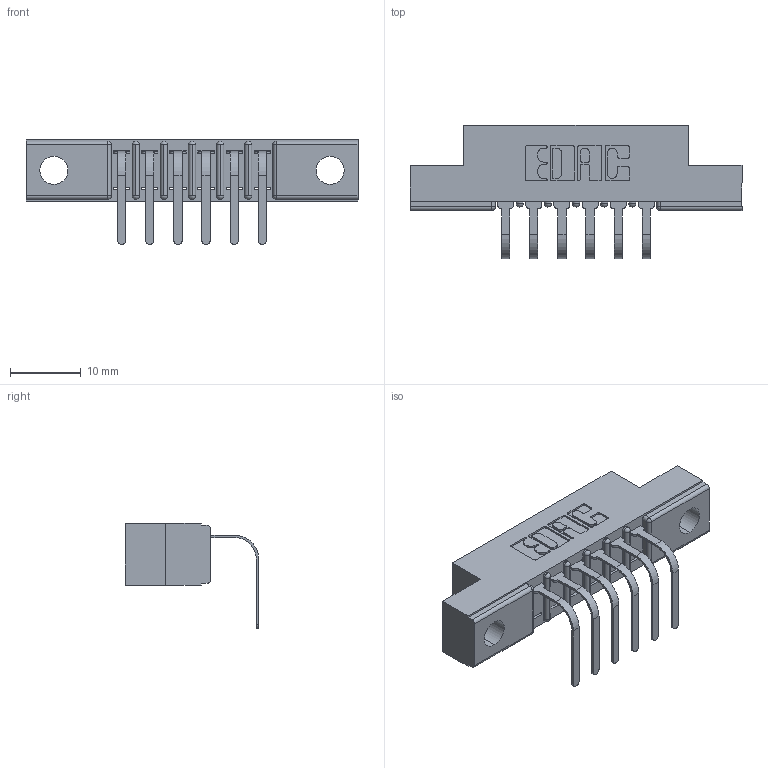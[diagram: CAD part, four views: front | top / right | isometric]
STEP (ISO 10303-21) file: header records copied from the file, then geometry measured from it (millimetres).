
FILE_DESCRIPTION (( 'STEP AP203' ), '1' );
FILE_NAME ('357-006-458-104.STEP', '2022-07-19T00:31:15', ( '' ), ( '' ), 'SwSTEP 2.0', 'SolidWorks 2020', '' );
FILE_SCHEMA (( 'CONFIG_CONTROL_DESIGN' ));
Length unit declared in the file: inch
Products named in the file (3): 307 Part_.156 Dia Mounting Holes; 357-006-458-104; 307-290-001_558 - 2 (Single)
Assembly tree (7 placements, depth 2):
  357-006-458-104
    307 Part_.156 Dia Mounting Holes
    307-290-001_558 - 2 (Single)  x6
Bounding box: 46.79 x 18.78 x 14.81 mm (x, y, z)
Volume: 2912.6 mm3; surface area: 3934 mm2
Topology: 7 solids, 7 shells, 499 faces, 1403 edges, 906 vertices
Faces by surface type: plane 318, cylinder 167, sphere 14
Entity records: 10104 total; most frequent: CARTESIAN_POINT 1694, ORIENTED_EDGE 1678, DIRECTION 1661, EDGE_CURVE 839, LINE 635, VECTOR 635, VERTEX_POINT 546, AXIS2_PLACEMENT_3D 513
